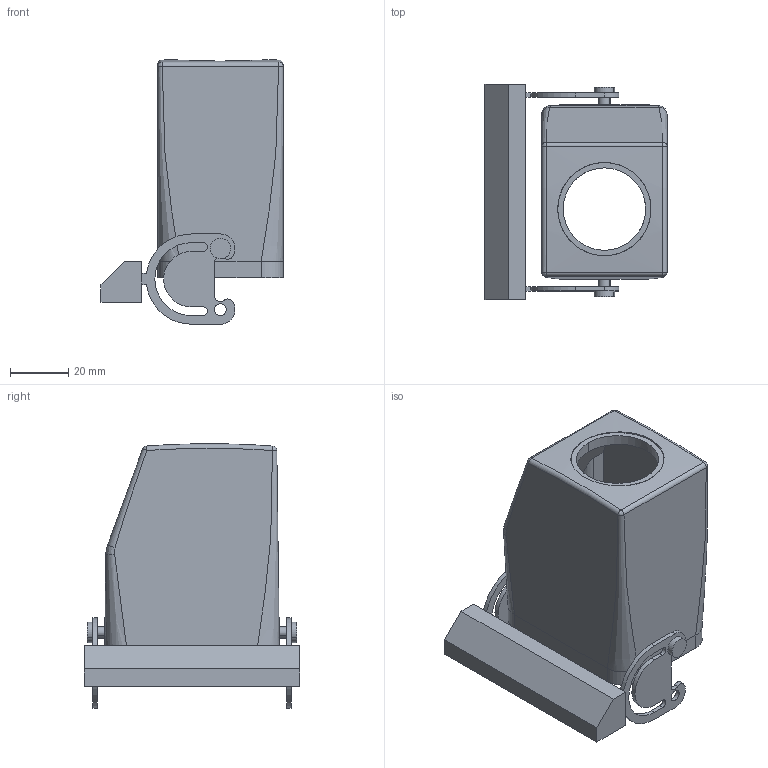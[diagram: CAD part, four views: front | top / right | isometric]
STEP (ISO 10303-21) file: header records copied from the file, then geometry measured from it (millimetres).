
FILE_DESCRIPTION(('CATIA V5 STEP Exchange','CAx-IF Rec.Pracs.--- Model Styling and Organization---1.4--- 2014-01-23'),'2;1');
FILE_NAME ('13338429_3', '2019-10-26T07:10:07+00:00', ('none'), ('Weidmueller'), 'CATIA Version 5-6 Release 2016 SP3 HF44', 'CATIA V5 STEP AP214', 'none');
FILE_SCHEMA(('AUTOMOTIVE_DESIGN { 1 0 10303 214 1 1 1 1 }'));
Length unit declared in the file: millimetre
Products named in the file (1): 1653230000
Bounding box: 62.5 x 74 x 90.8 mm (x, y, z)
Volume: 73683.5 mm3; surface area: 38260.8 mm2
Topology: 2 solids, 2 shells, 176 faces, 448 edges, 284 vertices
Faces by surface type: plane 89, cylinder 73, bspline 12, torus 2
Entity records: 6547 total; most frequent: CARTESIAN_POINT 2576, ORIENTED_EDGE 896, DIRECTION 620, EDGE_CURVE 448, VERTEX_POINT 284, AXIS2_PLACEMENT_3D 259, VECTOR 252, LINE 252
